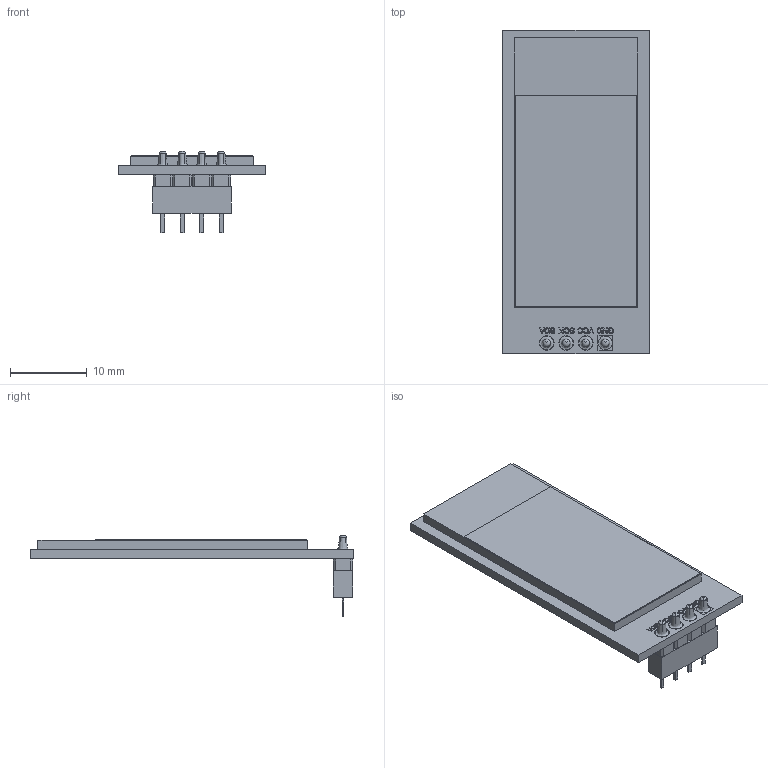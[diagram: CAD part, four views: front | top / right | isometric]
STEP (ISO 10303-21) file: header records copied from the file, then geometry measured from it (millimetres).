
FILE_DESCRIPTION(/* description */ (''),/* implementation_level */ '2;1');
FILE_NAME(/* name */ 'OLED-Module-128x64-with-Pins_and_socket.step',/* time_stamp */ '2023-04-23T14:31:10-07:00',/* author */ (''),/* organization */ (''),/* preprocessor_version */ 'ST-DEVELOPER v19.2',/* originating_system */ 'Autodesk Translation Framework v12.4.0.73',/* authorisation */ '');
FILE_SCHEMA (('AUTOMOTIVE_DESIGN { 1 0 10303 214 3 1 1 }'));
Length unit declared in the file: millimetre
Products named in the file (4): OLED-Module-128x64-with-Pins; Pin Socket 1x4 v1; Pin Header 1.4 v1; OLED Module v2
Assembly tree (3 placements, depth 2):
  OLED-Module-128x64-with-Pins
    Pin Socket 1x4 v1
    Pin Header 1.4 v1
    OLED Module v2
Bounding box: 19 x 42.05 x 10.56 mm (x, y, z)
Volume: 1808.4 mm3; surface area: 4449.9 mm2
Topology: 33 solids, 33 shells, 553 faces, 1389 edges, 906 vertices
Faces by surface type: plane 342, bspline 193, cylinder 18
Full cylindrical faces by diameter (mm): 0.64 x4, 0.9 x4, 1.781 x4, 1.9 x6
Entity records: 19691 total; most frequent: CARTESIAN_POINT 7560, ORIENTED_EDGE 2770, DIRECTION 1785, EDGE_CURVE 1385, LINE 963, VECTOR 963, VERTEX_POINT 906, EDGE_LOOP 591
